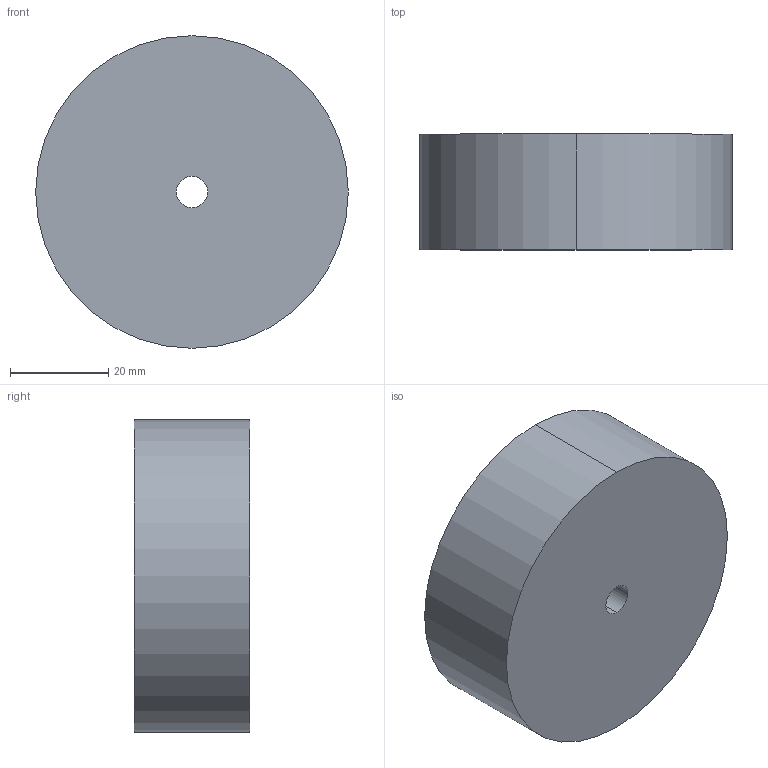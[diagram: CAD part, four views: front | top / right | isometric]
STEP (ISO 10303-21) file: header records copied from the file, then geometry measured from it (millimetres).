
FILE_DESCRIPTION (( 'STEP AP214' ), '1' );
FILE_NAME ('Base-JOVE.STEP', '2018-07-10T12:43:33', ( '' ), ( '' ), 'SwSTEP 2.0', 'SolidWorks 2017', '' );
FILE_SCHEMA (( 'AUTOMOTIVE_DESIGN' ));
Length unit declared in the file: inch
Products named in the file (1): Base-JOVE
Bounding box: 63.5 x 23.5 x 63.5 mm (x, y, z)
Volume: 44251.3 mm3; surface area: 14686.8 mm2
Topology: 1 solids, 1 shells, 28 faces, 73 edges, 48 vertices
Faces by surface type: cone 15, cylinder 6, plane 4, bspline 3
Entity records: 6896 total; most frequent: CARTESIAN_POINT 6203, ORIENTED_EDGE 146, DIRECTION 102, EDGE_CURVE 73, VERTEX_POINT 48, AXIS2_PLACEMENT_3D 39, B_SPLINE_CURVE_WITH_KNOTS 36, EDGE_LOOP 31
